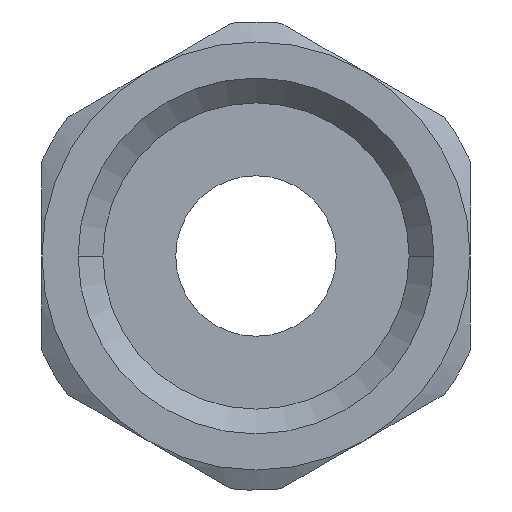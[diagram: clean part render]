
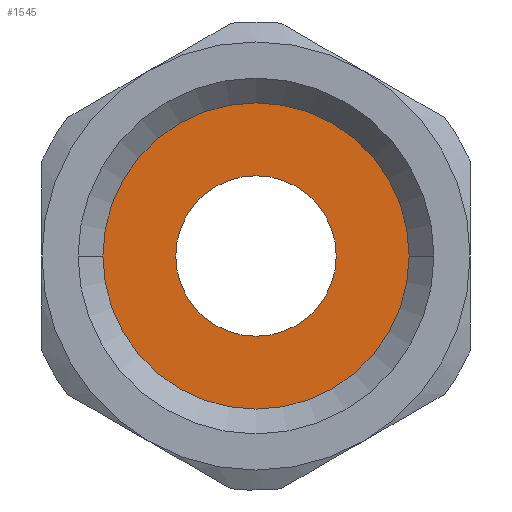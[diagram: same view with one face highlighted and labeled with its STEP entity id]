
A CAD part, front view. The second image highlights one B-rep face of the part: STEP entity #1545.
In plain terms, the highlighted planar face has unit normal (0, -1, 0).
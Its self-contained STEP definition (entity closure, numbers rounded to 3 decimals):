
#1545=ADVANCED_FACE('',(#3379,#3380),#3381,.F.);
#3379=FACE_OUTER_BOUND('',#6437,.T.);
#3380=FACE_BOUND('',#6438,.T.);
#3381=PLANE('',#6439);
#6437=EDGE_LOOP('',(#11789,#11790));
#6438=EDGE_LOOP('',(#11791,#11792));
#6439=AXIS2_PLACEMENT_3D('',#11793,#11794,#11795);
#11789=ORIENTED_EDGE('',*,*,#16016,.F.);
#11790=ORIENTED_EDGE('',*,*,#15796,.F.);
#11791=ORIENTED_EDGE('',*,*,#14946,.T.);
#11792=ORIENTED_EDGE('',*,*,#15904,.T.);
#11793=CARTESIAN_POINT('',(0.0,-1.0,0.0));
#11794=DIRECTION('',(0.0,1.0,0.0));
#11795=DIRECTION('',(1.0,0.0,-0.0));
#14946=EDGE_CURVE('',#17935,#17933,#17936,.T.);
#15796=EDGE_CURVE('',#19250,#19253,#19254,.T.);
#15904=EDGE_CURVE('',#17933,#17935,#19405,.T.);
#16016=EDGE_CURVE('',#19253,#19250,#19543,.T.);
#17933=VERTEX_POINT('',#22221);
#17935=VERTEX_POINT('',#22224);
#17936=CIRCLE('',#22225,3.0);
#19250=VERTEX_POINT('',#24673);
#19253=VERTEX_POINT('',#24677);
#19254=CIRCLE('',#24678,5.723);
#19405=CIRCLE('',#25077,3.0);
#19543=CIRCLE('',#25337,5.723);
#22221=CARTESIAN_POINT('',(3.0,-1.0,0.));
#22224=CARTESIAN_POINT('',(-3.0,-1.0,0.0));
#22225=AXIS2_PLACEMENT_3D('',#27689,#27690,#27691);
#24673=CARTESIAN_POINT('',(-5.723,-1.0,0.));
#24677=CARTESIAN_POINT('',(5.723,-1.0,0.0));
#24678=AXIS2_PLACEMENT_3D('',#28572,#28573,#28574);
#25077=AXIS2_PLACEMENT_3D('',#28700,#28701,#28702);
#25337=AXIS2_PLACEMENT_3D('',#28806,#28807,#28808);
#27689=CARTESIAN_POINT('',(0.0,-1.0,0.0));
#27690=DIRECTION('',(-0.0,1.0,0.0));
#27691=DIRECTION('',(1.0,0.0,0.0));
#28572=CARTESIAN_POINT('',(0.0,-1.0,0.0));
#28573=DIRECTION('',(0.0,1.0,0.0));
#28574=DIRECTION('',(-1.0,0.0,0.0));
#28700=CARTESIAN_POINT('',(0.0,-1.0,0.0));
#28701=DIRECTION('',(-0.0,1.0,0.0));
#28702=DIRECTION('',(1.0,0.0,0.0));
#28806=CARTESIAN_POINT('',(0.0,-1.0,0.0));
#28807=DIRECTION('',(0.0,1.0,0.0));
#28808=DIRECTION('',(-1.0,0.0,0.0));
